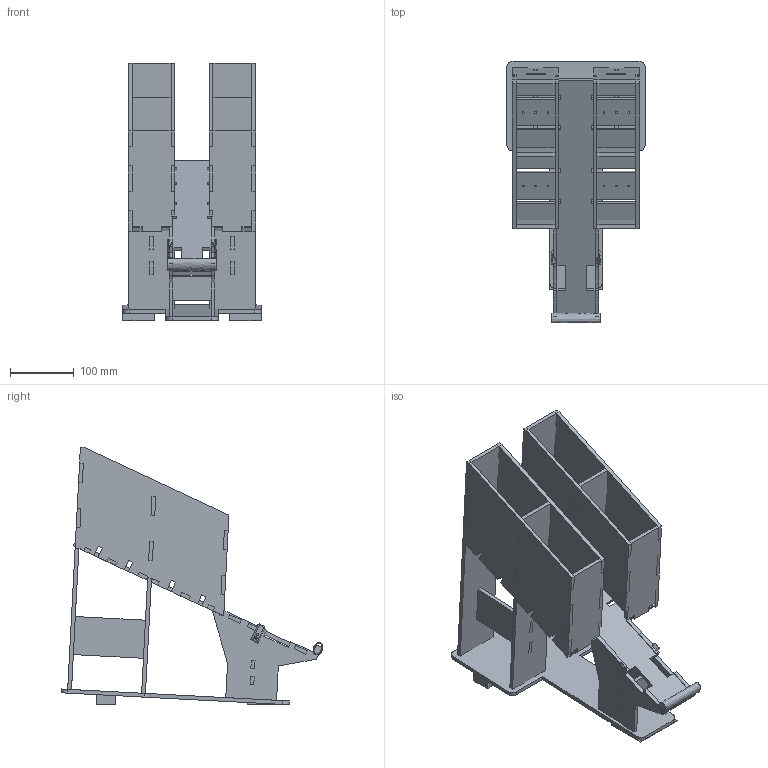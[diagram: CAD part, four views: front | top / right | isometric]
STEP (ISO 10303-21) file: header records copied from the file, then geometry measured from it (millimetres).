
FILE_DESCRIPTION(/* description */ (''),/* implementation_level */ '2;1');
FILE_NAME(/* name */ 'CoverContainer.step',/* time_stamp */ '2024-07-30T12:37:27+02:00',/* author */ (''),/* organization */ (''),/* preprocessor_version */ 'ST-DEVELOPER v20',/* originating_system */ 'Autodesk Translation Framework v13.14.0.145',/* authorisation */ '');
FILE_SCHEMA (('AUTOMOTIVE_DESIGN { 1 0 10303 214 3 1 1 }'));
Length unit declared in the file: millimetre
Products named in the file (1): CoverContainer
Bounding box: 218 x 411.7 x 405.05 mm (x, y, z)
Volume: 2420587 mm3; surface area: 923030.2 mm2
Topology: 23 solids, 23 shells, 849 faces, 2397 edges, 1590 vertices
Faces by surface type: plane 805, cylinder 38, bspline 6
Full cylindrical faces by diameter (mm): 3 x12, 3.5 x4, 5 x4
Entity records: 27505 total; most frequent: CARTESIAN_POINT 5210, ORIENTED_EDGE 4786, DIRECTION 4149, EDGE_CURVE 2393, LINE 2305, VECTOR 2305, VERTEX_POINT 1590, EDGE_LOOP 975
